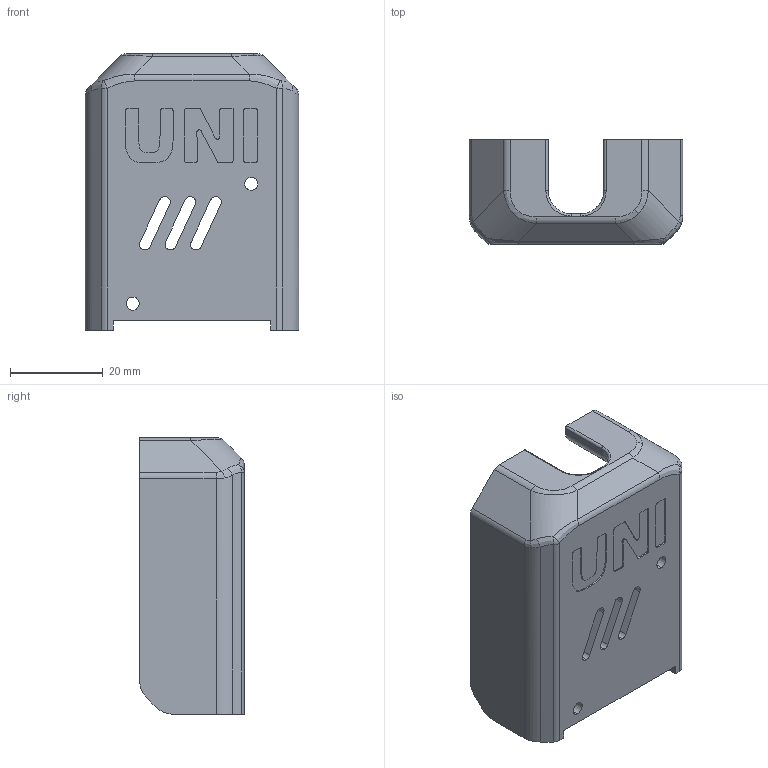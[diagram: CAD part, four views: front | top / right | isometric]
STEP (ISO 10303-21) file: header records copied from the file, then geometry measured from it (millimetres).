
FILE_DESCRIPTION (( 'STEP AP214' ), '1' );
FILE_NAME ('BLKv2_0_cover_V2.STEP', '2020-07-04T06:54:42', ( '' ), ( '' ), 'SwSTEP 2.0', 'SolidWorks 2017', '' );
FILE_SCHEMA (( 'AUTOMOTIVE_DESIGN' ));
Length unit declared in the file: millimetre
Products named in the file (1): BLKv2_0_cover_V2
Bounding box: 46 x 22.5 x 59.5 mm (x, y, z)
Volume: 16876 mm3; surface area: 11661.7 mm2
Topology: 1 solids, 1 shells, 233 faces, 606 edges, 379 vertices
Faces by surface type: cylinder 97, plane 81, bspline 35, torus 14, sphere 4, cone 2
Entity records: 7853 total; most frequent: CARTESIAN_POINT 2248, ORIENTED_EDGE 1210, DIRECTION 1136, EDGE_CURVE 605, AXIS2_PLACEMENT_3D 409, VERTEX_POINT 379, VECTOR 318, LINE 318
